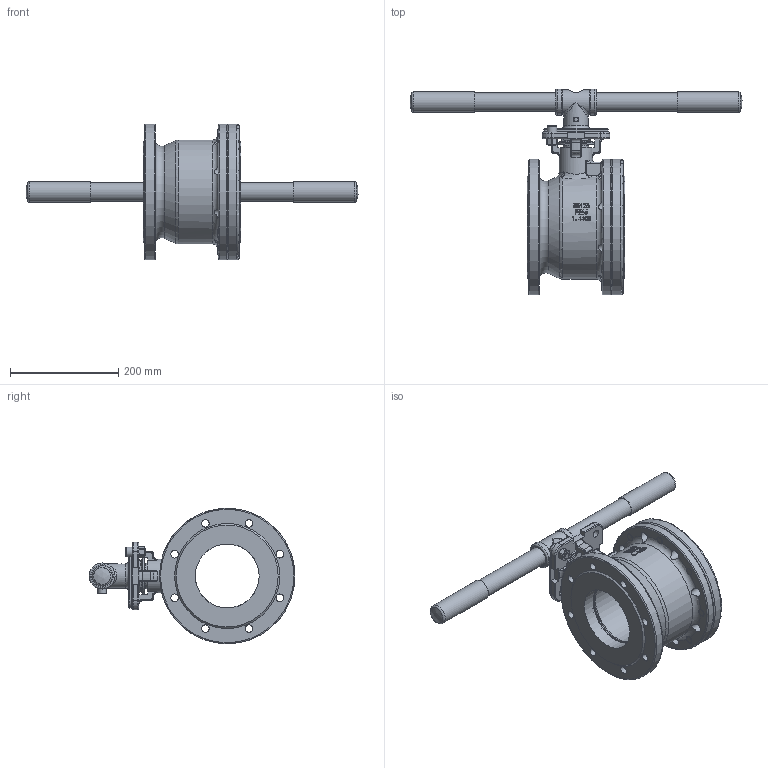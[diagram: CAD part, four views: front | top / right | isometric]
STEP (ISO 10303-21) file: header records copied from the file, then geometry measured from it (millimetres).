
FILE_DESCRIPTION (( 'STEP AP203' ), '1' );
FILE_NAME ('KV-L7K-DN125-詩奪.STEP', '2024-12-26T02:02:39', ( '' ), ( '' ), 'SwSTEP 2.0', 'SolidWorks 2019', '' );
FILE_SCHEMA (( 'CONFIG_CONTROL_DESIGN' ));
Length unit declared in the file: millimetre
Products named in the file (1): KV-L7K-DN125-詩奪
Bounding box: 612.66 x 379.86 x 250 mm (x, y, z)
Volume: 4530428.7 mm3; surface area: 966163.2 mm2
Topology: 40 solids, 40 shells, 1122 faces, 2721 edges, 1703 vertices
Faces by surface type: plane 521, cylinder 271, bspline 128, cone 105, torus 87, sphere 10
Full cylindrical faces by diameter (mm): 3 x2, 5 x1, 6 x1, 7 x1, 8.5 x2, 10 x3, 10.106 x1, 12 x9, 13 x1, 13.8 x1, 14 x28, 16 x9, 17 x8, 18 x1, 21 x8, 24 x8, 26.6 x1, 28 x2, 30.958 x1, 32.2 x2, 33.4 x2, 33.7 x1, 34 x1, 34.6 x1, 35.71 x2, 36 x8, 36.1 x1, 36.3 x1, 36.5 x1, 36.7 x1
Entity records: 52307 total; most frequent: CARTESIAN_POINT 28064, DIRECTION 4757, ORIENTED_EDGE 4728, EDGE_CURVE 2364, AXIS2_PLACEMENT_3D 1861, VERTEX_POINT 1627, EDGE_LOOP 1579, FACE_OUTER_BOUND 1325
